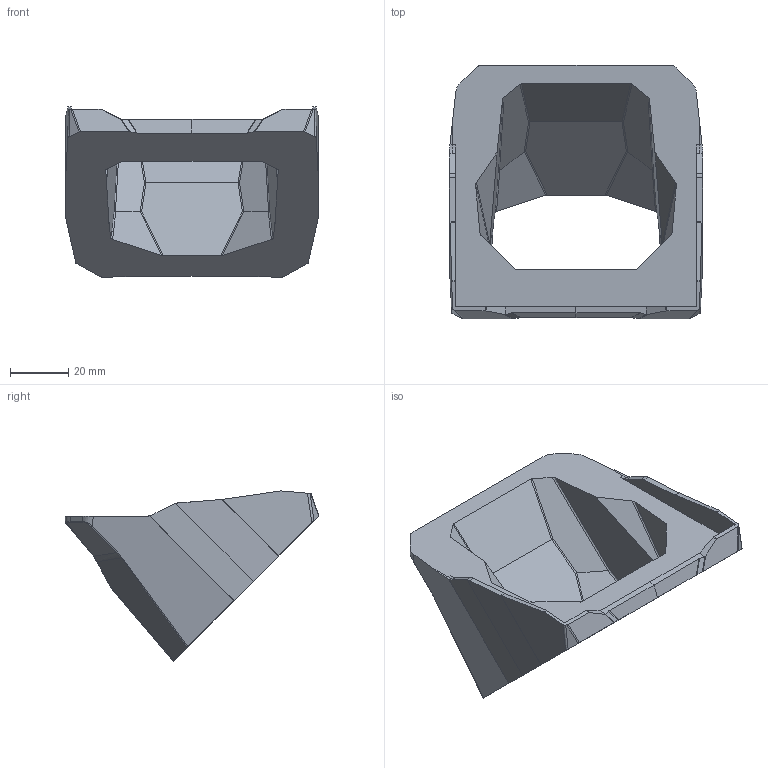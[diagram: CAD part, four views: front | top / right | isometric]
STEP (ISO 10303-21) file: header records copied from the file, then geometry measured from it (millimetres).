
FILE_DESCRIPTION(/* description */ ('FreeCAD Model'),/* implementation_level */ '2;1');
FILE_NAME(/* name */ '3DprintStand v20.step',/* time_stamp */ '2025-03-30T15:58:41-07:00',/* author */ (''),/* organization */ (''),/* preprocessor_version */ 'ST-DEVELOPER v20.1',/* originating_system */ 'Autodesk Translation Framework v14.4.0.0',/* authorisation */ '');
FILE_SCHEMA (('AUTOMOTIVE_DESIGN { 1 0 10303 214 3 1 1 }'));
Length unit declared in the file: millimetre
Products named in the file (1): difference003
Bounding box: 87 x 87.17 x 58.46 mm (x, y, z)
Volume: 94002.6 mm3; surface area: 24849.9 mm2
Topology: 1 solids, 1 shells, 168 faces, 464 edges, 298 vertices
Faces by surface type: bspline 70, plane 67, cylinder 31
Entity records: 8463 total; most frequent: CARTESIAN_POINT 4594, ORIENTED_EDGE 936, DIRECTION 555, EDGE_CURVE 468, VERTEX_POINT 302, B_SPLINE_CURVE_WITH_KNOTS 199, AXIS2_PLACEMENT_3D 187, LINE 181
